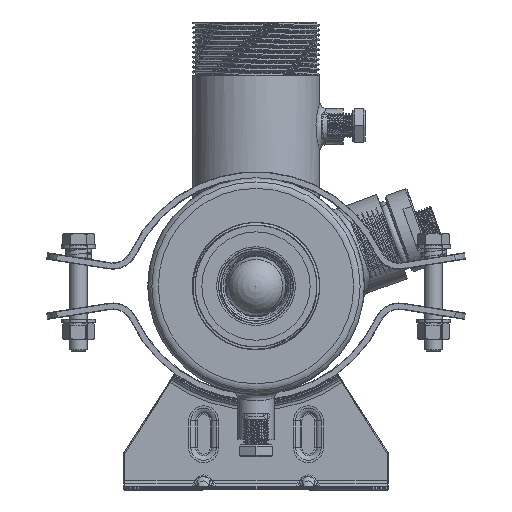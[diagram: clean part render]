
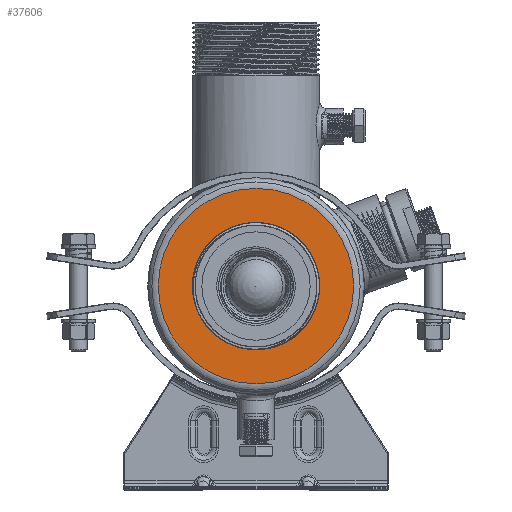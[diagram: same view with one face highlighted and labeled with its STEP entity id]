
A CAD part, left-side view. The second image highlights one B-rep face of the part: STEP entity #37606.
In plain terms, the highlighted planar face has unit normal (-1, 0, 0).
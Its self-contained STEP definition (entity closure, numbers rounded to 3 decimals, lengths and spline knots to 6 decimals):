
#4587=PLANE('',#40389);
#8828=ORIENTED_EDGE('',*,*,#20865,.T.);
#8829=ORIENTED_EDGE('',*,*,#20864,.F.);
#20864=EDGE_CURVE('',#26885,#26885,#30879,.T.);
#20865=EDGE_CURVE('',#26886,#26886,#30880,.T.);
#26885=VERTEX_POINT('',#50596);
#26886=VERTEX_POINT('',#50599);
#30879=CIRCLE('',#40388,0.0458);
#30880=CIRCLE('',#40390,0.0294);
#31843=EDGE_LOOP('',(#8828));
#31844=EDGE_LOOP('',(#8829));
#34536=FACE_BOUND('',#31843,.T.);
#34537=FACE_BOUND('',#31844,.T.);
#37606=ADVANCED_FACE('',(#34536,#34537),#4587,.T.);
#40388=AXIS2_PLACEMENT_3D('',#50595,#43144,#43145);
#40389=AXIS2_PLACEMENT_3D('',#50597,#43146,#43147);
#40390=AXIS2_PLACEMENT_3D('',#50598,#43148,#43149);
#43144=DIRECTION('',(1.,0.,0.));
#43145=DIRECTION('',(0.,0.,-1.));
#43146=DIRECTION('',(-1.,0.,0.));
#43147=DIRECTION('',(0.,0.,1.));
#43148=DIRECTION('',(1.,0.,0.));
#43149=DIRECTION('',(0.,0.,-1.));
#50595=CARTESIAN_POINT('',(-0.902,0.,0.));
#50596=CARTESIAN_POINT('',(-0.902,0.,-0.0458));
#50597=CARTESIAN_POINT('',(-0.902,0.,0.0376));
#50598=CARTESIAN_POINT('',(-0.902,0.,0.));
#50599=CARTESIAN_POINT('',(-0.902,0.,-0.0294));
